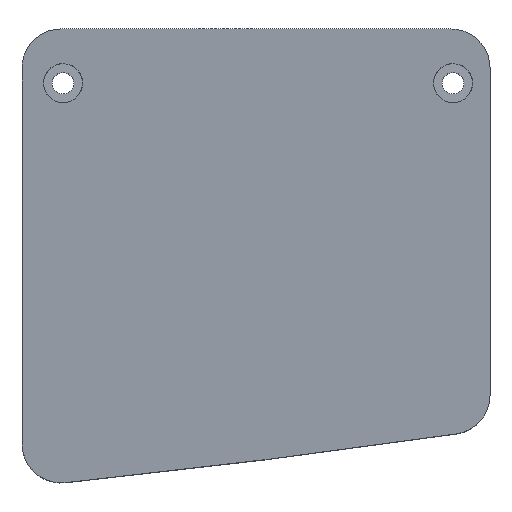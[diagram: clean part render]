
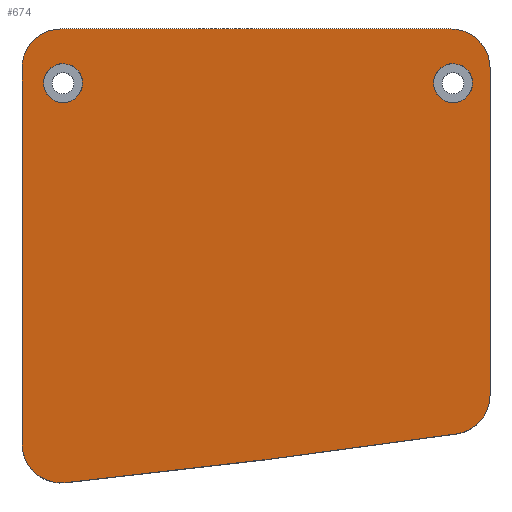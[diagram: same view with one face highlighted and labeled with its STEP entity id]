
A CAD part, top view. The second image highlights one B-rep face of the part: STEP entity #674.
In plain terms, the highlighted planar face has unit normal (0, -0.09, 0.996).
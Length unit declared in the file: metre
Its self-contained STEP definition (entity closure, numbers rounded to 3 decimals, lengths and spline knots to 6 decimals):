
#16=B_SPLINE_CURVE_WITH_KNOTS('',3,(#1141,#1142,#1143,#1144),
 .UNSPECIFIED.,.F.,.F.,(4,4),(0.179591,0.280788),
 .UNSPECIFIED.);
#23=PLANE('',#754);
#74=LINE('',#1075,#118);
#80=LINE('',#1094,#124);
#90=LINE('',#1156,#134);
#118=VECTOR('',#863,1.);
#124=VECTOR('',#877,1.);
#134=VECTOR('',#917,1.);
#222=ORIENTED_EDGE('',*,*,#395,.F.);
#223=ORIENTED_EDGE('',*,*,#396,.F.);
#224=ORIENTED_EDGE('',*,*,#373,.F.);
#225=ORIENTED_EDGE('',*,*,#397,.T.);
#226=ORIENTED_EDGE('',*,*,#398,.F.);
#227=ORIENTED_EDGE('',*,*,#399,.T.);
#228=ORIENTED_EDGE('',*,*,#364,.T.);
#229=ORIENTED_EDGE('',*,*,#400,.T.);
#230=ORIENTED_EDGE('',*,*,#392,.F.);
#231=ORIENTED_EDGE('',*,*,#401,.T.);
#364=EDGE_CURVE('',#455,#454,#74,.T.);
#373=EDGE_CURVE('',#463,#464,#80,.T.);
#392=EDGE_CURVE('',#476,#477,#16,.T.);
#395=EDGE_CURVE('',#478,#478,#502,.T.);
#396=EDGE_CURVE('',#479,#479,#503,.T.);
#397=EDGE_CURVE('',#463,#480,#504,.T.);
#398=EDGE_CURVE('',#481,#480,#90,.T.);
#399=EDGE_CURVE('',#481,#455,#505,.T.);
#400=EDGE_CURVE('',#454,#477,#506,.T.);
#401=EDGE_CURVE('',#476,#464,#507,.T.);
#454=VERTEX_POINT('',#1074);
#455=VERTEX_POINT('',#1076);
#463=VERTEX_POINT('',#1093);
#464=VERTEX_POINT('',#1095);
#476=VERTEX_POINT('',#1145);
#477=VERTEX_POINT('',#1146);
#478=VERTEX_POINT('',#1151);
#479=VERTEX_POINT('',#1153);
#480=VERTEX_POINT('',#1155);
#481=VERTEX_POINT('',#1157);
#502=ELLIPSE('',#755,0.00502,0.005);
#503=ELLIPSE('',#756,0.00502,0.005);
#504=ELLIPSE('',#757,0.010041,0.01);
#505=ELLIPSE('',#758,0.010041,0.01);
#506=ELLIPSE('',#759,0.010041,0.01);
#507=ELLIPSE('',#760,0.010041,0.01);
#534=EDGE_LOOP('',(#222));
#535=EDGE_LOOP('',(#223));
#536=EDGE_LOOP('',(#224,#225,#226,#227,#228,#229,#230,#231));
#600=FACE_BOUND('',#534,.T.);
#601=FACE_BOUND('',#535,.T.);
#602=FACE_BOUND('',#536,.T.);
#674=ADVANCED_FACE('',(#600,#601,#602),#23,.T.);
#754=AXIS2_PLACEMENT_3D('',#1149,#909,#910);
#755=AXIS2_PLACEMENT_3D('',#1150,#911,#912);
#756=AXIS2_PLACEMENT_3D('',#1152,#913,#914);
#757=AXIS2_PLACEMENT_3D('',#1154,#915,#916);
#758=AXIS2_PLACEMENT_3D('',#1158,#918,#919);
#759=AXIS2_PLACEMENT_3D('',#1159,#920,#921);
#760=AXIS2_PLACEMENT_3D('',#1160,#922,#923);
#863=DIRECTION('',(0.,-0.996,-0.09));
#877=DIRECTION('',(0.,-0.996,-0.09));
#909=DIRECTION('',(0.,-0.09,0.996));
#910=DIRECTION('',(0.,-0.996,-0.09));
#911=DIRECTION('',(0.,-0.09,0.996));
#912=DIRECTION('',(0.,0.996,0.09));
#913=DIRECTION('',(0.,-0.09,0.996));
#914=DIRECTION('',(0.,0.996,0.09));
#915=DIRECTION('',(0.,-0.09,0.996));
#916=DIRECTION('',(0.,0.996,0.09));
#917=DIRECTION('',(1.,0.,0.));
#918=DIRECTION('',(0.,-0.09,0.996));
#919=DIRECTION('',(0.,-0.996,-0.09));
#920=DIRECTION('',(0.,-0.09,0.996));
#921=DIRECTION('',(0.,-0.996,-0.09));
#922=DIRECTION('',(0.,-0.09,0.996));
#923=DIRECTION('',(0.,-0.996,-0.09));
#1074=CARTESIAN_POINT('',(0.4895,-0.343368,0.037752));
#1075=CARTESIAN_POINT('',(0.4895,-0.237,0.047351));
#1076=CARTESIAN_POINT('',(0.4895,-0.247,0.046448));
#1093=CARTESIAN_POINT('',(0.6095,-0.247,0.046448));
#1094=CARTESIAN_POINT('',(0.6095,-0.237,0.047351));
#1095=CARTESIAN_POINT('',(0.6095,-0.330909,0.038876));
#1141=CARTESIAN_POINT('',(0.600939,-0.340805,0.037983));
#1142=CARTESIAN_POINT('',(0.567561,-0.345657,0.037545));
#1143=CARTESIAN_POINT('',(0.534087,-0.349792,0.037172));
#1144=CARTESIAN_POINT('',(0.500544,-0.353313,0.036854));
#1145=CARTESIAN_POINT('',(0.600939,-0.340805,0.037983));
#1146=CARTESIAN_POINT('',(0.500544,-0.353313,0.036854));
#1149=CARTESIAN_POINT('',(0.5495,-0.237,0.047351));
#1150=CARTESIAN_POINT('',(0.600032,-0.250907,0.046096));
#1151=CARTESIAN_POINT('',(0.600032,-0.245907,0.046547));
#1152=CARTESIAN_POINT('',(0.500032,-0.250907,0.046096));
#1153=CARTESIAN_POINT('',(0.500032,-0.245907,0.046547));
#1154=CARTESIAN_POINT('',(0.5995,-0.247,0.046448));
#1155=CARTESIAN_POINT('',(0.5995,-0.237,0.047351));
#1156=CARTESIAN_POINT('',(0.5495,-0.237,0.047351));
#1157=CARTESIAN_POINT('',(0.4995,-0.237,0.047351));
#1158=CARTESIAN_POINT('',(0.4995,-0.247,0.046448));
#1159=CARTESIAN_POINT('',(0.4995,-0.343368,0.037752));
#1160=CARTESIAN_POINT('',(0.5995,-0.330909,0.038876));
